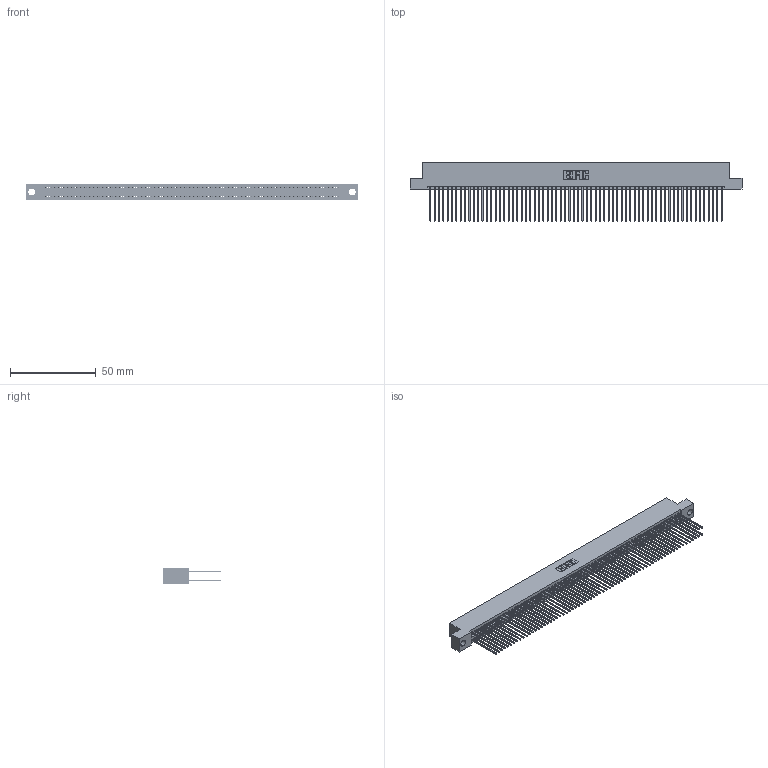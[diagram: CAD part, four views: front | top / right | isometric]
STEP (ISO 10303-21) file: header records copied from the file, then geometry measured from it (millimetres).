
FILE_DESCRIPTION (( 'STEP AP203' ), '1' );
FILE_NAME ('345-136-541-204.STEP', '2021-05-25T23:12:34', ( '' ), ( '' ), 'SwSTEP 2.0', 'SolidWorks 2020', '' );
FILE_SCHEMA (( 'CONFIG_CONTROL_DESIGN' ));
Length unit declared in the file: inch
Products named in the file (3): 345-292-001_345-293-141; 345-136-541-204; 345 Part_Flush Mounting Lugs - 0.156 Dia-TI
Assembly tree (137 placements, depth 2):
  345-136-541-204
    345 Part_Flush Mounting Lugs - 0.156 Dia-TI
    345-292-001_345-293-141  x136
Bounding box: 193.93 x 33.96 x 9.4 mm (x, y, z)
Volume: 19754.1 mm3; surface area: 33222.9 mm2
Topology: 137 solids, 137 shells, 6940 faces, 20641 edges, 13578 vertices
Faces by surface type: plane 4582, cylinder 2358
Entity records: 50291 total; most frequent: CARTESIAN_POINT 8410, ORIENTED_EDGE 8342, DIRECTION 7383, EDGE_CURVE 4171, VECTOR 3767, LINE 3767, VERTEX_POINT 2778, AXIS2_PLACEMENT_3D 1808
